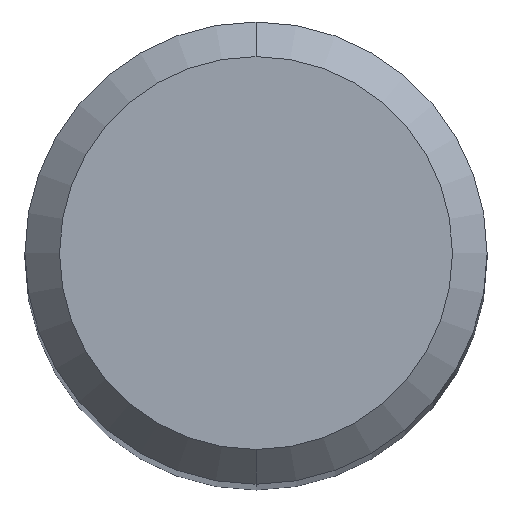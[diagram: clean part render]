
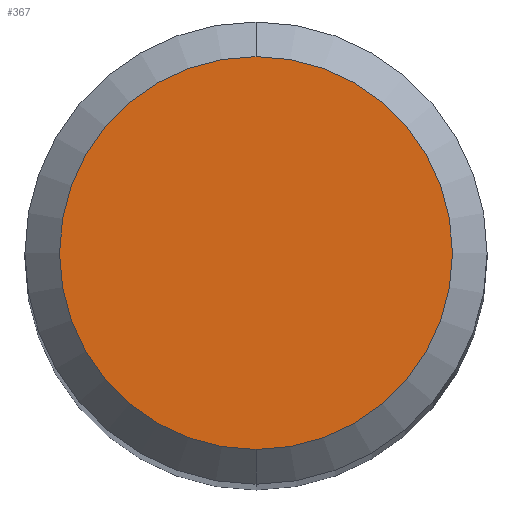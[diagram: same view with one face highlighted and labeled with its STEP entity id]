
A CAD part, top view. The second image highlights one B-rep face of the part: STEP entity #367.
In plain terms, the highlighted planar face has unit normal (0, 0, 1).
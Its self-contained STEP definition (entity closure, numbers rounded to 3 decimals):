
#245=EDGE_CURVE('',#379,#431,#560,.T.);
#309=EDGE_CURVE('',#431,#379,#634,.T.);
#367=ADVANCED_FACE('',(#695),#696,.T.);
#379=VERTEX_POINT('',#710);
#431=VERTEX_POINT('',#765);
#560=CIRCLE('',#924,1.7);
#634=CIRCLE('',#1094,1.7);
#695=FACE_OUTER_BOUND('',#1255,.T.);
#696=PLANE('',#1256);
#710=CARTESIAN_POINT('',(0.,-1.7,0.));
#765=CARTESIAN_POINT('',(0.0,1.7,0.));
#924=AXIS2_PLACEMENT_3D('',#1530,#1531,#1532);
#1094=AXIS2_PLACEMENT_3D('',#1639,#1640,#1641);
#1255=EDGE_LOOP('',(#1690,#1691));
#1256=AXIS2_PLACEMENT_3D('',#1692,#1693,#1694);
#1530=CARTESIAN_POINT('',(0.0,0.0,0.));
#1531=DIRECTION('',(0.0,0.0,-1.0));
#1532=DIRECTION('',(0.0,1.0,0.0));
#1639=CARTESIAN_POINT('',(0.0,0.0,0.));
#1640=DIRECTION('',(0.0,0.0,-1.0));
#1641=DIRECTION('',(0.0,1.0,0.0));
#1690=ORIENTED_EDGE('',*,*,#309,.F.);
#1691=ORIENTED_EDGE('',*,*,#245,.F.);
#1692=CARTESIAN_POINT('',(0.0,0.85,0.));
#1693=DIRECTION('',(-0.0,0.0,1.0));
#1694=DIRECTION('',(0.0,-1.0,0.0));
